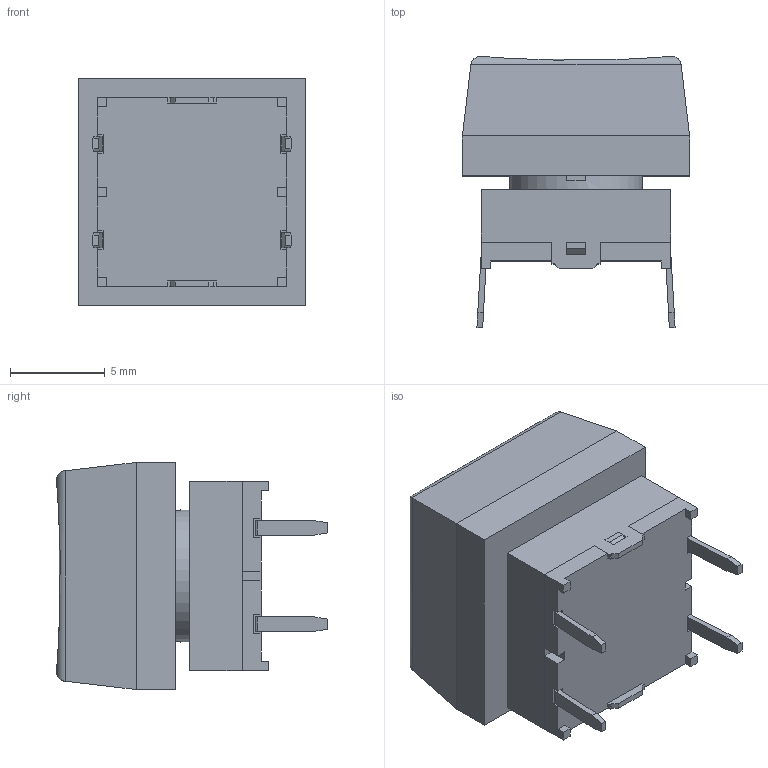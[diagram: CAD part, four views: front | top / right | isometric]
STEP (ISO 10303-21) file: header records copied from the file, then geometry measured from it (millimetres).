
FILE_DESCRIPTION( ( 'STEP AP203' ), '1' );
FILE_NAME( 'JB15KP-1A.stp', '2022-02-07T00:26:46', ( 'License CC BY-ND 4.0' ), ( 'CADENAS' ), ' ', 'PARTsolutions', ' ' );
FILE_SCHEMA( ( 'CONFIG_CONTROL_DESIGN' ) );
Length unit declared in the file: inch
Products named in the file (6): JB15KP-1A; _JB15KP-1Ashex; _JBKPsht; _JB15KP-1Acap1; _JB15KPterm; _JB15KP-1Atrmn
Assembly tree (8 placements, depth 2):
  JB15KP-1A
    _JB15KP-1Ashex
    _JBKPsht
    _JB15KP-1Acap1
    _JB15KPterm
    _JB15KP-1Atrmn  x4
Bounding box: 11.99 x 14.3 x 11.99 mm (x, y, z)
Volume: 1213.6 mm3; surface area: 1386.1 mm2
Topology: 8 solids, 8 shells, 186 faces, 504 edges, 333 vertices
Faces by surface type: plane 168, cylinder 16, torus 2
Full cylindrical faces by diameter (mm): 7.01 x2
Entity records: 5114 total; most frequent: CARTESIAN_POINT 1000, ORIENTED_EDGE 840, DIRECTION 757, EDGE_CURVE 420, LINE 383, VECTOR 383, VERTEX_POINT 278, AXIS2_PLACEMENT_3D 187
